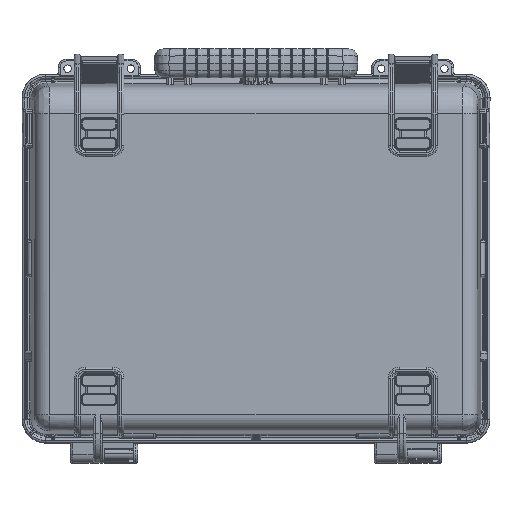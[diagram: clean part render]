
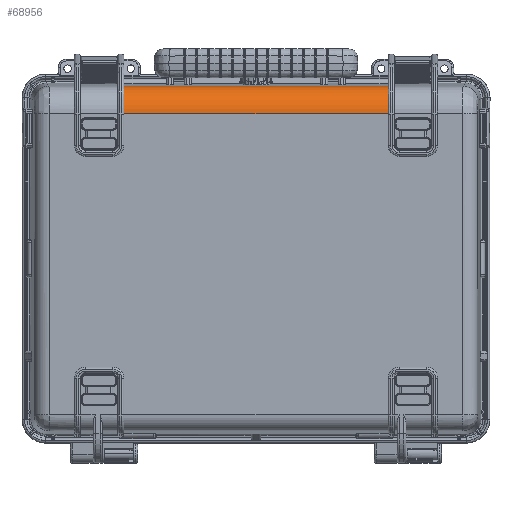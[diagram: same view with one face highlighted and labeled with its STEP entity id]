
A CAD part, front view. The second image highlights one B-rep face of the part: STEP entity #68956.
In plain terms, the highlighted cylindrical face has radius 28 mm (diameter 56 mm), a partial arc.
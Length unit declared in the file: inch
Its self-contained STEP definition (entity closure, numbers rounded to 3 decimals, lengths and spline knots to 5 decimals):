
#203 = ORIENTED_EDGE ( 'NONE', *, *, #131343, .T. ) ;
#1703 = ORIENTED_EDGE ( 'NONE', *, *, #137148, .F. ) ;
#3171 = DIRECTION ( 'NONE',  ( 1., 0., 0. ) ) ;
#5516 = DIRECTION ( 'NONE',  ( 0., 0., -1. ) ) ;
#5694 = FACE_OUTER_BOUND ( 'NONE', #131796, .T. ) ;
#9282 = DIRECTION ( 'NONE',  ( 0., 0., -1. ) ) ;
#11223 = LINE ( 'NONE', #160283, #141046 ) ;
#30723 = VERTEX_POINT ( 'NONE', #119037 ) ;
#35597 = CARTESIAN_POINT ( 'NONE',  ( 0.35827, -1.48555, 29.41148 ) ) ;
#37669 = VERTEX_POINT ( 'NONE', #80969 ) ;
#66480 = VECTOR ( 'NONE', #126321, 39.37008 ) ;
#68956 = ADVANCED_FACE ( 'NONE', ( #5694 ), #70546, .T. ) ;
#70099 = CARTESIAN_POINT ( 'NONE',  ( 0.35827, -1.45669, 28.3095 ) ) ;
#70546 = CYLINDRICAL_SURFACE ( 'NONE', #97648, 1.10236 ) ;
#78774 = EDGE_CURVE ( 'NONE', #116897, #123878, #112230, .T. ) ;
#80806 = CARTESIAN_POINT ( 'NONE',  ( 4.05906, -1.45669, 28.3095 ) ) ;
#80969 = CARTESIAN_POINT ( 'NONE',  ( 14.59843, -2.55906, 28.3095 ) ) ;
#84404 = ORIENTED_EDGE ( 'NONE', *, *, #78774, .T. ) ;
#86883 = DIRECTION ( 'NONE',  ( -1., 0., 0. ) ) ;
#89547 = CIRCLE ( 'NONE', #137891, 1.10236 ) ;
#92023 = AXIS2_PLACEMENT_3D ( 'NONE', #80806, #3171, #93859 ) ;
#92620 = CARTESIAN_POINT ( 'NONE',  ( 4.05906, -1.48555, 29.41148 ) ) ;
#93859 = DIRECTION ( 'NONE',  ( 0., 0., -1. ) ) ;
#97648 = AXIS2_PLACEMENT_3D ( 'NONE', #70099, #122235, #5516 ) ;
#99274 = CARTESIAN_POINT ( 'NONE',  ( 4.05906, -2.55906, 28.3095 ) ) ;
#112230 = CIRCLE ( 'NONE', #92023, 1.10236 ) ;
#113165 = LINE ( 'NONE', #35597, #66480 ) ;
#116897 = VERTEX_POINT ( 'NONE', #92620 ) ;
#119037 = CARTESIAN_POINT ( 'NONE',  ( 14.59843, -1.48555, 29.41148 ) ) ;
#122235 = DIRECTION ( 'NONE',  ( 1., 0., 0. ) ) ;
#123878 = VERTEX_POINT ( 'NONE', #99274 ) ;
#126321 = DIRECTION ( 'NONE',  ( 1., 0., 0. ) ) ;
#131343 = EDGE_CURVE ( 'NONE', #37669, #30723, #89547, .T. ) ;
#131796 = EDGE_LOOP ( 'NONE', ( #84404, #167599, #203, #1703 ) ) ;
#137148 = EDGE_CURVE ( 'NONE', #116897, #30723, #113165, .T. ) ;
#137891 = AXIS2_PLACEMENT_3D ( 'NONE', #164611, #86883, #9282 ) ;
#139826 = EDGE_CURVE ( 'NONE', #123878, #37669, #11223, .T. ) ;
#141046 = VECTOR ( 'NONE', #147819, 39.37008 ) ;
#147819 = DIRECTION ( 'NONE',  ( 1., 0., 0. ) ) ;
#160283 = CARTESIAN_POINT ( 'NONE',  ( 0.35827, -2.55906, 28.3095 ) ) ;
#164611 = CARTESIAN_POINT ( 'NONE',  ( 14.59843, -1.45669, 28.3095 ) ) ;
#167599 = ORIENTED_EDGE ( 'NONE', *, *, #139826, .T. ) ;
